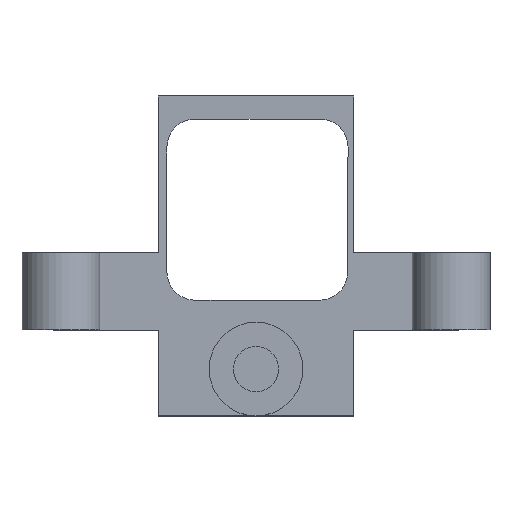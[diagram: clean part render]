
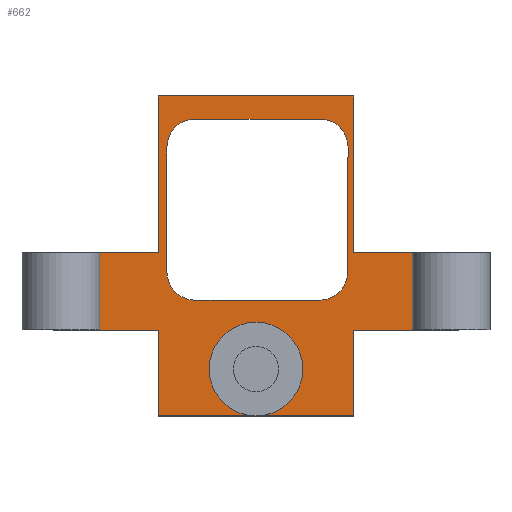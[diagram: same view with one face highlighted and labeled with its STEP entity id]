
A CAD part, top view. The second image highlights one B-rep face of the part: STEP entity #662.
In plain terms, the highlighted planar face has unit normal (0, 0, 1).
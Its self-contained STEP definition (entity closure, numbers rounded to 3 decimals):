
#20=FACE_BOUND('',#117,.T.);
#44=PLANE('',#728);
#77=FACE_OUTER_BOUND('',#116,.T.);
#116=EDGE_LOOP('',(#591,#592,#593,#594,#595,#596,#597,#598,#599,#600,#601,
#602,#603,#604,#605));
#117=EDGE_LOOP('',(#606,#607,#608,#609,#610,#611,#612,#613));
#124=LINE('',#932,#195);
#128=LINE('',#945,#199);
#152=LINE('',#1003,#223);
#158=LINE('',#1020,#229);
#161=LINE('',#1025,#232);
#163=LINE('',#1032,#234);
#168=LINE('',#1044,#239);
#171=LINE('',#1049,#242);
#173=LINE('',#1054,#244);
#176=LINE('',#1062,#247);
#179=LINE('',#1070,#250);
#182=LINE('',#1078,#253);
#184=LINE('',#1084,#255);
#186=LINE('',#1088,#257);
#187=LINE('',#1089,#258);
#188=LINE('',#1092,#259);
#190=LINE('',#1095,#261);
#195=VECTOR('',#749,10.);
#199=VECTOR('',#759,10.);
#223=VECTOR('',#801,10.);
#229=VECTOR('',#821,10.);
#232=VECTOR('',#826,10.);
#234=VECTOR('',#834,10.);
#239=VECTOR('',#847,10.);
#242=VECTOR('',#852,10.);
#244=VECTOR('',#856,10.);
#247=VECTOR('',#865,10.);
#250=VECTOR('',#874,10.);
#253=VECTOR('',#883,10.);
#255=VECTOR('',#891,10.);
#257=VECTOR('',#895,10.);
#258=VECTOR('',#896,10.);
#259=VECTOR('',#899,10.);
#261=VECTOR('',#903,10.);
#277=CIRCLE('',#714,3.575);
#278=CIRCLE('',#717,3.575);
#279=CIRCLE('',#720,3.575);
#280=CIRCLE('',#723,3.575);
#281=CIRCLE('',#729,6.);
#282=CIRCLE('',#730,6.);
#288=VERTEX_POINT('',#929);
#289=VERTEX_POINT('',#931);
#294=VERTEX_POINT('',#943);
#295=VERTEX_POINT('',#944);
#320=VERTEX_POINT('',#1001);
#324=VERTEX_POINT('',#1019);
#325=VERTEX_POINT('',#1023);
#327=VERTEX_POINT('',#1031);
#330=VERTEX_POINT('',#1043);
#331=VERTEX_POINT('',#1047);
#332=VERTEX_POINT('',#1051);
#333=VERTEX_POINT('',#1053);
#334=VERTEX_POINT('',#1057);
#335=VERTEX_POINT('',#1061);
#336=VERTEX_POINT('',#1065);
#337=VERTEX_POINT('',#1069);
#338=VERTEX_POINT('',#1073);
#339=VERTEX_POINT('',#1077);
#340=VERTEX_POINT('',#1083);
#341=VERTEX_POINT('',#1087);
#342=VERTEX_POINT('',#1091);
#343=VERTEX_POINT('',#1097);
#350=EDGE_CURVE('',#289,#288,#124,.T.);
#356=EDGE_CURVE('',#294,#295,#128,.T.);
#386=EDGE_CURVE('',#295,#320,#152,.T.);
#394=EDGE_CURVE('',#324,#320,#158,.T.);
#397=EDGE_CURVE('',#324,#325,#161,.T.);
#400=EDGE_CURVE('',#289,#327,#163,.T.);
#406=EDGE_CURVE('',#327,#330,#168,.T.);
#409=EDGE_CURVE('',#288,#331,#171,.T.);
#411=EDGE_CURVE('',#333,#332,#173,.T.);
#413=EDGE_CURVE('',#334,#333,#277,.T.);
#415=EDGE_CURVE('',#335,#334,#176,.T.);
#417=EDGE_CURVE('',#336,#335,#278,.T.);
#419=EDGE_CURVE('',#337,#336,#179,.T.);
#421=EDGE_CURVE('',#338,#337,#279,.T.);
#423=EDGE_CURVE('',#339,#338,#182,.T.);
#425=EDGE_CURVE('',#332,#339,#280,.T.);
#426=EDGE_CURVE('',#340,#330,#184,.T.);
#428=EDGE_CURVE('',#341,#340,#186,.T.);
#429=EDGE_CURVE('',#325,#341,#187,.T.);
#430=EDGE_CURVE('',#342,#294,#188,.T.);
#432=EDGE_CURVE('',#331,#342,#190,.T.);
#433=EDGE_CURVE('',#343,#341,#281,.T.);
#434=EDGE_CURVE('',#341,#343,#282,.T.);
#591=ORIENTED_EDGE('',*,*,#409,.T.);
#592=ORIENTED_EDGE('',*,*,#432,.T.);
#593=ORIENTED_EDGE('',*,*,#430,.T.);
#594=ORIENTED_EDGE('',*,*,#356,.T.);
#595=ORIENTED_EDGE('',*,*,#386,.T.);
#596=ORIENTED_EDGE('',*,*,#394,.F.);
#597=ORIENTED_EDGE('',*,*,#397,.T.);
#598=ORIENTED_EDGE('',*,*,#429,.T.);
#599=ORIENTED_EDGE('',*,*,#433,.F.);
#600=ORIENTED_EDGE('',*,*,#434,.F.);
#601=ORIENTED_EDGE('',*,*,#428,.T.);
#602=ORIENTED_EDGE('',*,*,#426,.T.);
#603=ORIENTED_EDGE('',*,*,#406,.F.);
#604=ORIENTED_EDGE('',*,*,#400,.F.);
#605=ORIENTED_EDGE('',*,*,#350,.T.);
#606=ORIENTED_EDGE('',*,*,#425,.T.);
#607=ORIENTED_EDGE('',*,*,#423,.T.);
#608=ORIENTED_EDGE('',*,*,#421,.T.);
#609=ORIENTED_EDGE('',*,*,#419,.T.);
#610=ORIENTED_EDGE('',*,*,#417,.T.);
#611=ORIENTED_EDGE('',*,*,#415,.T.);
#612=ORIENTED_EDGE('',*,*,#413,.T.);
#613=ORIENTED_EDGE('',*,*,#411,.T.);
#662=ADVANCED_FACE('',(#77,#20),#44,.F.);
#714=AXIS2_PLACEMENT_3D('',#1058,#860,#861);
#717=AXIS2_PLACEMENT_3D('',#1066,#869,#870);
#720=AXIS2_PLACEMENT_3D('',#1074,#878,#879);
#723=AXIS2_PLACEMENT_3D('',#1081,#887,#888);
#728=AXIS2_PLACEMENT_3D('',#1096,#904,#905);
#729=AXIS2_PLACEMENT_3D('',#1098,#906,#907);
#730=AXIS2_PLACEMENT_3D('',#1099,#908,#909);
#749=DIRECTION('',(-1.,0.,0.));
#759=DIRECTION('',(-1.,0.,0.));
#801=DIRECTION('',(0.,-1.,0.));
#821=DIRECTION('',(-1.,0.,0.));
#826=DIRECTION('',(0.,-1.,0.));
#834=DIRECTION('',(0.,-1.,0.));
#847=DIRECTION('',(-1.,0.,0.));
#852=DIRECTION('',(0.,1.,0.));
#856=DIRECTION('',(-1.,0.,0.));
#860=DIRECTION('center_axis',(0.,0.,
-1.));
#861=DIRECTION('ref_axis',(1.,-0.003,0.));
#865=DIRECTION('',(-0.003,-1.,0.));
#869=DIRECTION('center_axis',(0.,0.,-1.));
#870=DIRECTION('ref_axis',(0.,1.,0.));
#874=DIRECTION('',(1.,0.,0.));
#878=DIRECTION('center_axis',(0.,0.,-1.));
#879=DIRECTION('ref_axis',(-1.,0.,0.));
#883=DIRECTION('',(0.,1.,0.));
#887=DIRECTION('center_axis',(0.,0.,-1.));
#888=DIRECTION('ref_axis',(0.,-1.,0.));
#891=DIRECTION('',(0.,1.,0.));
#895=DIRECTION('',(1.,0.,0.));
#896=DIRECTION('',(1.,0.,0.));
#899=DIRECTION('',(0.,-1.,0.));
#903=DIRECTION('',(-1.,0.,0.));
#904=DIRECTION('center_axis',(0.,0.,-1.));
#905=DIRECTION('ref_axis',(1.,0.,0.));
#906=DIRECTION('center_axis',(0.,0.,1.));
#907=DIRECTION('ref_axis',(1.,0.,0.));
#908=DIRECTION('center_axis',(0.,0.,1.));
#909=DIRECTION('ref_axis',(1.,0.,0.));
#929=CARTESIAN_POINT('',(12.5,14.9,-2.25));
#931=CARTESIAN_POINT('',(20.,14.9,-2.25));
#932=CARTESIAN_POINT('',(10.625,14.9,-2.25));
#943=CARTESIAN_POINT('',(-12.5,14.9,-2.25));
#944=CARTESIAN_POINT('',(-20.,14.9,-2.25));
#945=CARTESIAN_POINT('',(-10.625,14.9,-2.25));
#1001=CARTESIAN_POINT('',(-20.,5.,-2.25));
#1003=CARTESIAN_POINT('',(-20.,15.,-2.25));
#1019=CARTESIAN_POINT('',(-12.5,5.,-2.25));
#1020=CARTESIAN_POINT('',(-12.5,5.,-2.25));
#1023=CARTESIAN_POINT('',(-12.5,-6.,-2.25));
#1025=CARTESIAN_POINT('',(-12.5,35.,-2.25));
#1031=CARTESIAN_POINT('',(20.,5.,-2.25));
#1032=CARTESIAN_POINT('',(20.,15.,-2.25));
#1043=CARTESIAN_POINT('',(12.5,5.,-2.25));
#1044=CARTESIAN_POINT('',(12.5,5.,-2.25));
#1047=CARTESIAN_POINT('',(12.5,35.,-2.25));
#1049=CARTESIAN_POINT('',(12.5,-6.,-2.25));
#1051=CARTESIAN_POINT('',(-7.831,8.84,-2.25));
#1053=CARTESIAN_POINT('',(8.169,8.84,-2.25));
#1054=CARTESIAN_POINT('',(8.169,8.84,-2.25));
#1057=CARTESIAN_POINT('',(11.744,12.404,-2.25));
#1058=CARTESIAN_POINT('Origin',(8.169,12.415,-2.25));
#1061=CARTESIAN_POINT('',(11.794,28.454,-2.25));
#1062=CARTESIAN_POINT('',(11.794,28.454,-2.25));
#1065=CARTESIAN_POINT('',(8.219,32.04,-2.25));
#1066=CARTESIAN_POINT('Origin',(8.219,28.465,-2.25));
#1069=CARTESIAN_POINT('',(-7.831,32.04,-2.25));
#1070=CARTESIAN_POINT('',(-7.831,32.04,-2.25));
#1073=CARTESIAN_POINT('',(-11.406,28.465,-2.25));
#1074=CARTESIAN_POINT('Origin',(-7.831,28.465,-2.25));
#1077=CARTESIAN_POINT('',(-11.406,12.415,-2.25));
#1078=CARTESIAN_POINT('',(-11.406,12.415,-2.25));
#1081=CARTESIAN_POINT('Origin',(-7.831,12.415,-2.25));
#1083=CARTESIAN_POINT('',(12.5,-6.,-2.25));
#1084=CARTESIAN_POINT('',(12.5,-6.,-2.25));
#1087=CARTESIAN_POINT('',(0.,-6.,-2.25));
#1088=CARTESIAN_POINT('',(-12.5,-6.,-2.25));
#1089=CARTESIAN_POINT('',(-12.5,-6.,-2.25));
#1091=CARTESIAN_POINT('',(-12.5,35.,-2.25));
#1092=CARTESIAN_POINT('',(-12.5,14.75,-2.25));
#1095=CARTESIAN_POINT('',(-12.5,35.,-2.25));
#1096=CARTESIAN_POINT('Origin',(0.,14.5,
-2.25));
#1097=CARTESIAN_POINT('',(-6.,0.,-2.25));
#1098=CARTESIAN_POINT('Origin',(0.,0.,-2.25));
#1099=CARTESIAN_POINT('Origin',(0.,0.,-2.25));
